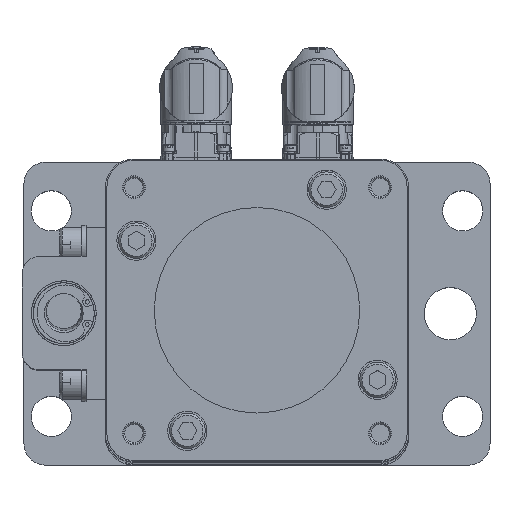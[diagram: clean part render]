
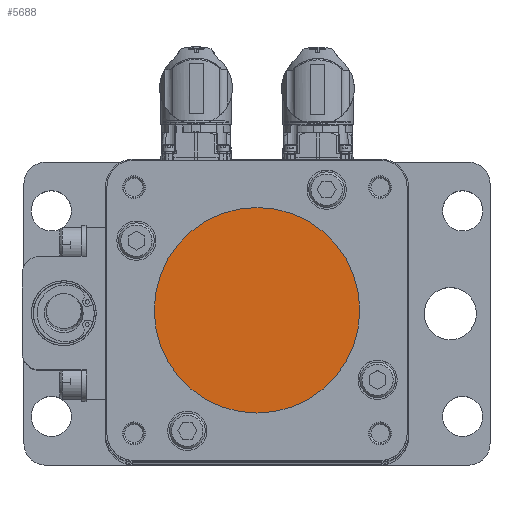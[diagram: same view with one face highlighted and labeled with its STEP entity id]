
A CAD part, top view. The second image highlights one B-rep face of the part: STEP entity #5688.
In plain terms, the highlighted planar face has unit normal (0, 0, 1).
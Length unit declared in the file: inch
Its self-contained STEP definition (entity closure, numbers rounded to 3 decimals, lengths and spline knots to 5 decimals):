
#2168 = DIRECTION ( 'NONE',  ( 0., 0., 1. ) ) ;
#5016 = DIRECTION ( 'NONE',  ( 0., 0., 1. ) ) ;
#5425 = CARTESIAN_POINT ( 'NONE',  ( 0., 0., 4.32 ) ) ;
#5491 = AXIS2_PLACEMENT_3D ( 'NONE', #5425, #5016, #36111 ) ;
#5688 = ADVANCED_FACE ( 'NONE', ( #62529 ), #29821, .T. ) ;
#14354 = DIRECTION ( 'NONE',  ( 1., 0., 0. ) ) ;
#29127 = EDGE_CURVE ( 'NONE', #51586, #51586, #72386, .T. ) ;
#29821 = PLANE ( 'NONE',  #5491 ) ;
#36111 = DIRECTION ( 'NONE',  ( 1., 0., 0. ) ) ;
#49777 = EDGE_LOOP ( 'NONE', ( #63911 ) ) ;
#51586 = VERTEX_POINT ( 'NONE', #77146 ) ;
#52295 = AXIS2_PLACEMENT_3D ( 'NONE', #60483, #2168, #14354 ) ;
#60483 = CARTESIAN_POINT ( 'NONE',  ( 0., 0., 4.32 ) ) ;
#62529 = FACE_OUTER_BOUND ( 'NONE', #49777, .T. ) ;
#63911 = ORIENTED_EDGE ( 'NONE', *, *, #29127, .T. ) ;
#72386 = CIRCLE ( 'NONE', #52295, 1.47638 ) ;
#77146 = CARTESIAN_POINT ( 'NONE',  ( 1.47638, 0., 4.32 ) ) ;
